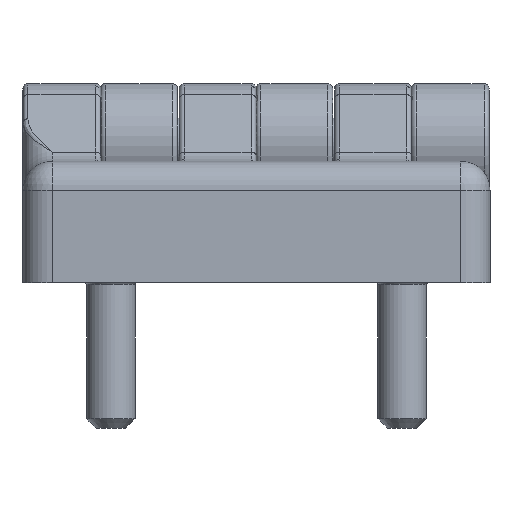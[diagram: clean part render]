
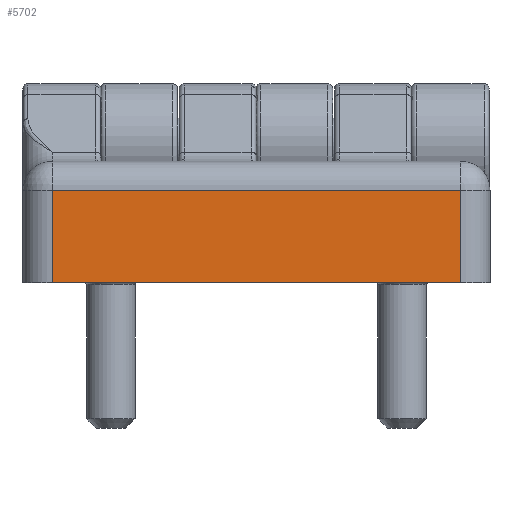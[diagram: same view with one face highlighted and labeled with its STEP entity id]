
A CAD part, front view. The second image highlights one B-rep face of the part: STEP entity #5702.
In plain terms, the highlighted planar face has unit normal (0, -1, 0).
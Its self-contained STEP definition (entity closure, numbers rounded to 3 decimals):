
#91=LINE('',#7988,#395);
#126=LINE('',#8105,#430);
#127=LINE('',#8107,#431);
#128=LINE('',#8109,#432);
#395=VECTOR('',#6613,1000.);
#430=VECTOR('',#6706,1000.);
#431=VECTOR('',#6709,1000.);
#432=VECTOR('',#6710,1000.);
#720=PLANE('',#6018);
#988=ORIENTED_EDGE('',*,*,#2145,.T.);
#989=ORIENTED_EDGE('',*,*,#2146,.T.);
#990=ORIENTED_EDGE('',*,*,#2147,.T.);
#991=ORIENTED_EDGE('',*,*,#2090,.F.);
#2090=EDGE_CURVE('',#2682,#2683,#91,.T.);
#2145=EDGE_CURVE('',#2682,#2723,#126,.F.);
#2146=EDGE_CURVE('',#2723,#2724,#127,.T.);
#2147=EDGE_CURVE('',#2724,#2683,#128,.T.);
#2682=VERTEX_POINT('',#7987);
#2683=VERTEX_POINT('',#7989);
#2723=VERTEX_POINT('',#8104);
#2724=VERTEX_POINT('',#8108);
#3317=EDGE_LOOP('',(#988,#989,#990,#991));
#3601=FACE_BOUND('',#3317,.T.);
#5702=ADVANCED_FACE('',(#3601),#720,.T.);
#6018=AXIS2_PLACEMENT_3D('',#8106,#6707,#6708);
#6613=DIRECTION('',(-1.,0.,0.));
#6706=DIRECTION('',(0.,0.,-1.));
#6707=DIRECTION('',(0.,-1.,0.));
#6708=DIRECTION('',(0.,0.,-1.));
#6709=DIRECTION('',(-1.,0.,0.));
#6710=DIRECTION('',(0.,0.,-1.));
#7987=CARTESIAN_POINT('',(21.05,-8.5,0.));
#7988=CARTESIAN_POINT('',(24.05,-8.5,0.));
#7989=CARTESIAN_POINT('',(-21.05,-8.5,0.));
#8104=CARTESIAN_POINT('',(21.05,-8.5,9.5));
#8105=CARTESIAN_POINT('',(21.05,-8.5,12.5));
#8106=CARTESIAN_POINT('',(24.05,-8.5,12.5));
#8107=CARTESIAN_POINT('',(-21.05,-8.5,9.5));
#8108=CARTESIAN_POINT('',(-21.05,-8.5,9.5));
#8109=CARTESIAN_POINT('',(-21.05,-8.5,12.5));
